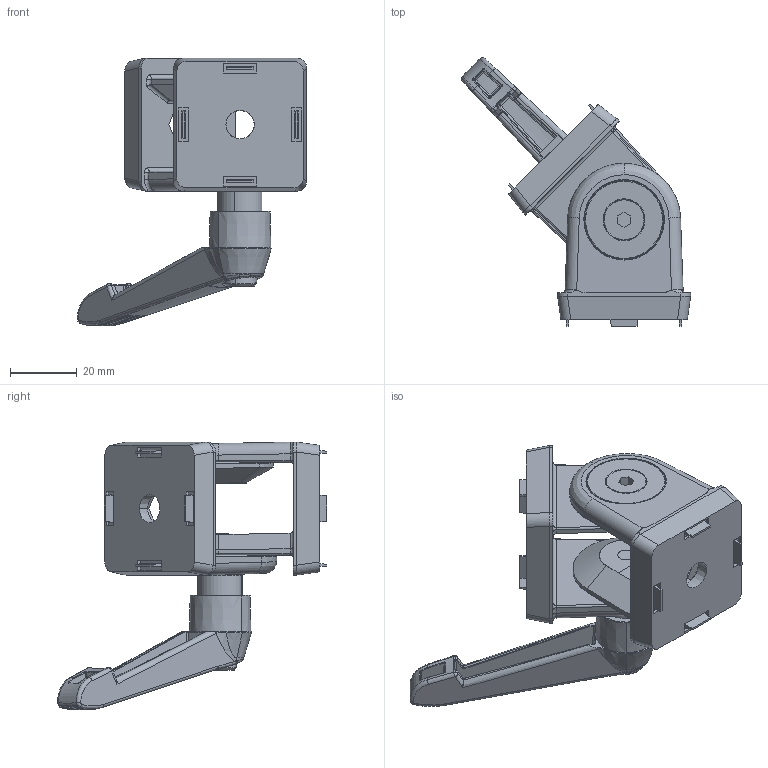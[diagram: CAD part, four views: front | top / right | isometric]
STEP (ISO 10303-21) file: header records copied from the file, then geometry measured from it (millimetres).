
FILE_DESCRIPTION (( 'STEP AP203' ), '1' );
FILE_NAME ('166332.step', '2023-10-19T16:52:22', ( '' ), ( '' ), 'SwSTEP 2.0', 'SolidWorks 2023', '' );
FILE_SCHEMA (( 'CONFIG_CONTROL_DESIGN' ));
Length unit declared in the file: millimetre
Products named in the file (1): 166332
Bounding box: 68.93 x 80.93 x 80.53 mm (x, y, z)
Volume: 55135 mm3; surface area: 29500.8 mm2
Topology: 7 solids, 8 shells, 885 faces, 2089 edges, 1203 vertices
Faces by surface type: plane 256, cylinder 205, bspline 163, torus 131, cone 86, sphere 44
Entity records: 31848 total; most frequent: CARTESIAN_POINT 13099, ORIENTED_EDGE 4070, DIRECTION 3704, EDGE_CURVE 2035, AXIS2_PLACEMENT_3D 1499, VERTEX_POINT 1201, EDGE_LOOP 938, FACE_OUTER_BOUND 885
